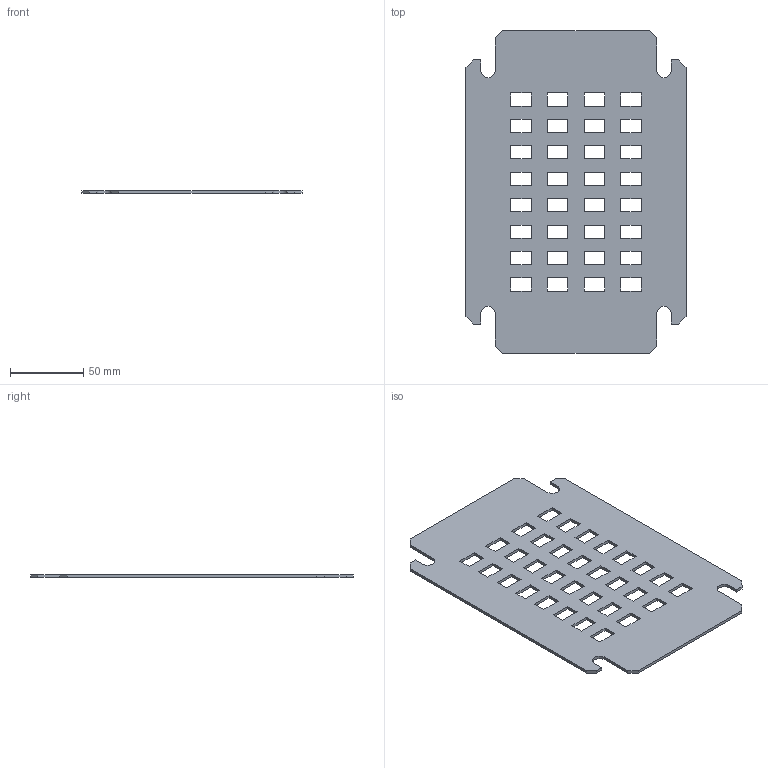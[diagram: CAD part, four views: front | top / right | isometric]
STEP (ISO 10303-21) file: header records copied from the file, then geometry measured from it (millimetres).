
FILE_DESCRIPTION(/* description */ (''),/* implementation_level */ '2;1');
FILE_NAME(/* name */ 'PLU2520.stp',/* time_stamp */ '2019-11-12T13:14:06+01:00',/* author */ (''),/* organization */ (''),/* preprocessor_version */ 'ST-DEVELOPER v15',/* originating_system */ 'SIEMENS PLM Software NX 9.0',/* authorisation */ '');
FILE_SCHEMA (('CONFIG_CONTROL_DESIGN'));
Length unit declared in the file: millimetre
Products named in the file (1): 500.P027.01_01
Bounding box: 150 x 220 x 2 mm (x, y, z)
Volume: 53661.8 mm3; surface area: 58196.6 mm2
Topology: 1 solids, 1 shells, 158 faces, 468 edges, 312 vertices
Faces by surface type: plane 154, cylinder 4
Entity records: 5392 total; most frequent: CARTESIAN_POINT 939, ORIENTED_EDGE 936, DIRECTION 794, EDGE_CURVE 468, LINE 460, VECTOR 460, VERTEX_POINT 312, EDGE_LOOP 222
